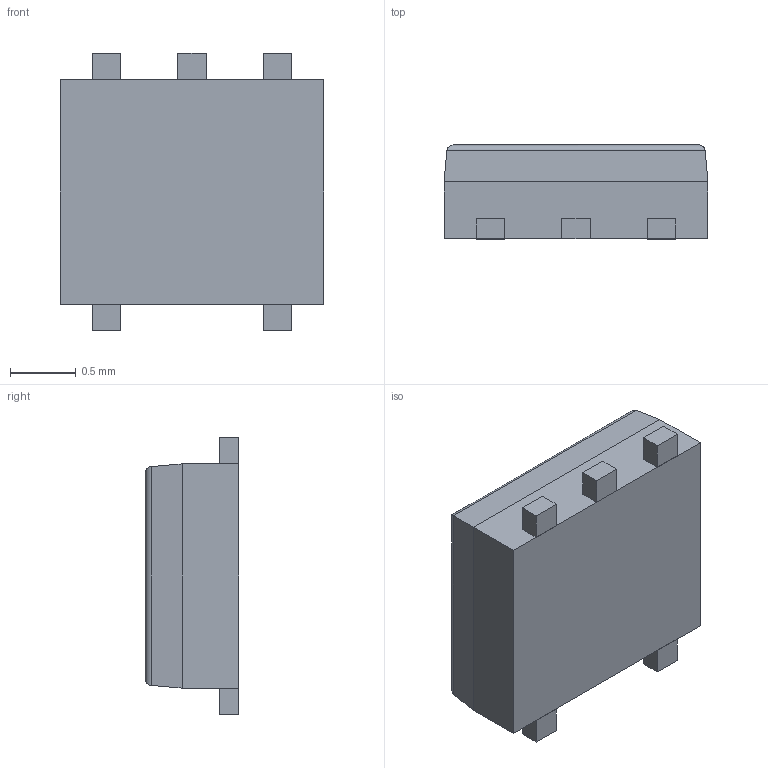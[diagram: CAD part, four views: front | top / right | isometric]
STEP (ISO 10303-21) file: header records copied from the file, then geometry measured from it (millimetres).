
FILE_DESCRIPTION (( 'STEP AP214' ), '1' );
FILE_NAME ( 'ICSOFL5P65_200X210X71L35X21.STEP', '2017-11-22T14:04:02', ( '' ), ( '' ), 'Part was generated with the free Library Expert Lite available at www.PCBLibraries.com. Removing line will violate the End User License Agreement.', '©2017 PCB Libraries, Inc.', '' );
FILE_SCHEMA (( 'AUTOMOTIVE_DESIGN' ));
Length unit declared in the file: millimetre
Products named in the file (1): ICSOFL5P65_200X210X71L35X21
Bounding box: 2 x 0.71 x 2.1 mm (x, y, z)
Volume: 2.4 mm3; surface area: 12.8 mm2
Topology: 6 solids, 6 shells, 47 faces, 94 edges, 60 vertices
Faces by surface type: plane 41, cylinder 4, torus 2
Entity records: 1417 total; most frequent: CARTESIAN_POINT 214, DIRECTION 192, ORIENTED_EDGE 188, EDGE_CURVE 94, VECTOR 84, LINE 84, VERTEX_POINT 60, AXIS2_PLACEMENT_3D 54
